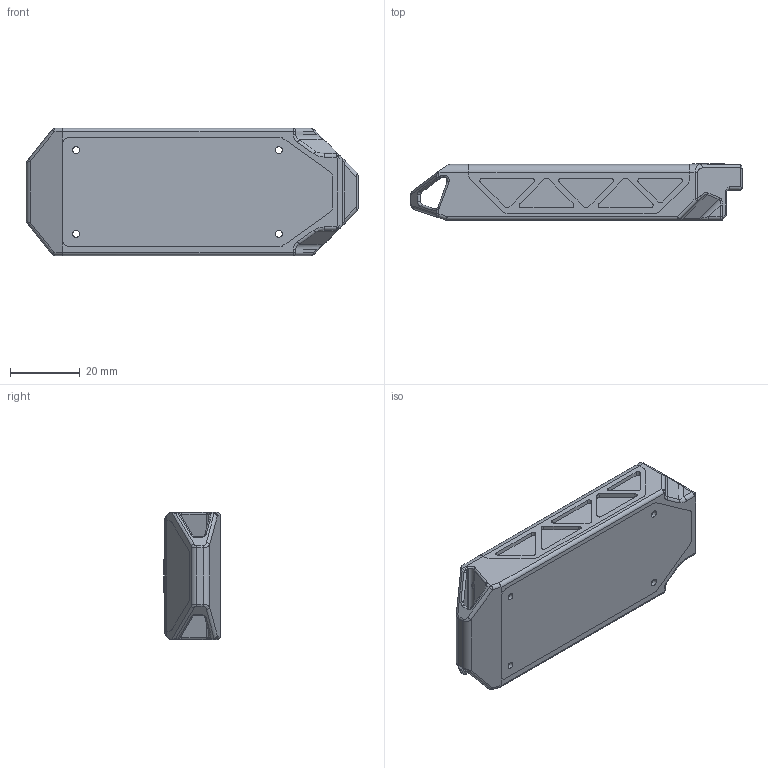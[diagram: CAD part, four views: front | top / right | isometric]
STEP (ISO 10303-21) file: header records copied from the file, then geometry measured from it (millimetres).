
FILE_DESCRIPTION(/* description */ (''),/* implementation_level */ '2;1');
FILE_NAME(/* name */ 'VN_1400.step',/* time_stamp */ '2024-11-22T15:47:49+05:30',/* author */ (''),/* organization */ (''),/* preprocessor_version */ 'ST-DEVELOPER v20',/* originating_system */ 'Autodesk Translation Framework v13.20.0.188',/* authorisation */ '');
FILE_SCHEMA (('AUTOMOTIVE_DESIGN { 1 0 10303 214 3 1 1 }'));
Length unit declared in the file: millimetre
Products named in the file (1): VN_1400
Bounding box: 94.98 x 16.21 x 36.4 mm (x, y, z)
Volume: 19755.7 mm3; surface area: 28089.2 mm2
Topology: 3 solids, 3 shells, 835 faces, 2238 edges, 1411 vertices
Faces by surface type: plane 395, cylinder 335, bspline 56, torus 32, sphere 13, cone 4
Full cylindrical faces by diameter (mm): 2 x8, 3.25 x6, 4.05 x8, 5.4 x1, 6.45 x1, 7.95 x1, 9.35 x2
Entity records: 28229 total; most frequent: CARTESIAN_POINT 7194, ORIENTED_EDGE 4466, DIRECTION 4374, EDGE_CURVE 2233, AXIS2_PLACEMENT_3D 1545, VERTEX_POINT 1411, LINE 1284, VECTOR 1284
